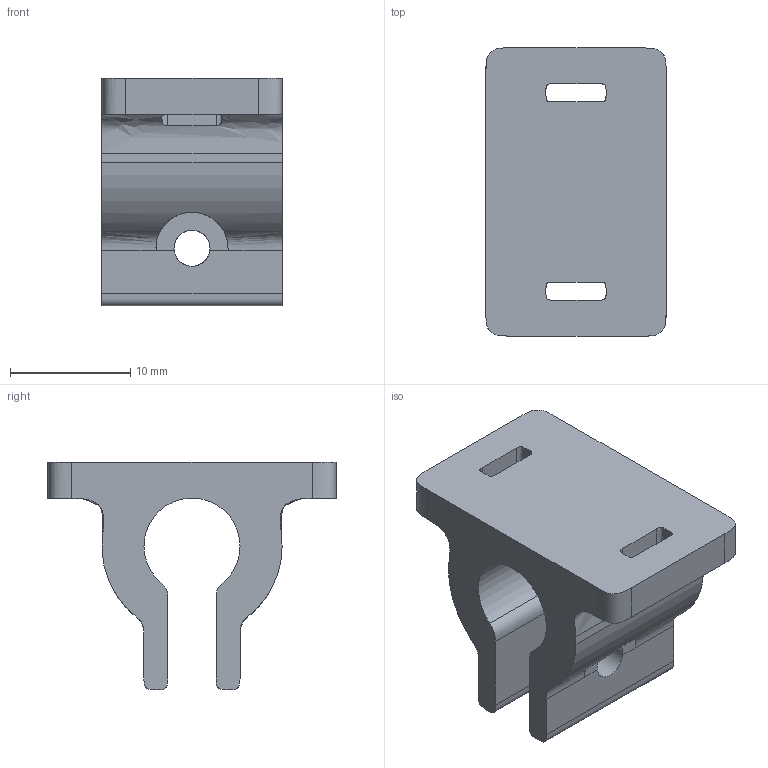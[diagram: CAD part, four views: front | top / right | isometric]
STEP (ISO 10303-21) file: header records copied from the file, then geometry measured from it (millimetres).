
FILE_DESCRIPTION(/* description */ (''),/* implementation_level */ '2;1');
FILE_NAME(/* name */ 'magnetHolder',/* time_stamp */ '2025-12-04T13:50:36+03:00',/* author */ (''),/* organization */ (''),/* preprocessor_version */ 'ST-DEVELOPER v16.5',/* originating_system */ 'Rhino 7.23',/* authorisation */ '');
FILE_SCHEMA (('CONFIG_CONTROL_DESIGN'));
Length unit declared in the file: millimetre
Products named in the file (1): Document
Bounding box: 15 x 24 x 18.98 mm (x, y, z)
Volume: 2538.5 mm3; surface area: 2112.3 mm2
Topology: 1 solids, 1 shells, 55 faces, 160 edges, 106 vertices
Faces by surface type: bspline 24, plane 21, cylinder 10
Full cylindrical faces by diameter (mm): 3 x2, 6 x1
Entity records: 2292 total; most frequent: CARTESIAN_POINT 1199, ORIENTED_EDGE 320, EDGE_CURVE 160, B_SPLINE_CURVE_WITH_KNOTS 131, VERTEX_POINT 106, EDGE_LOOP 62, ADVANCED_FACE 55, FACE_OUTER_BOUND 55
